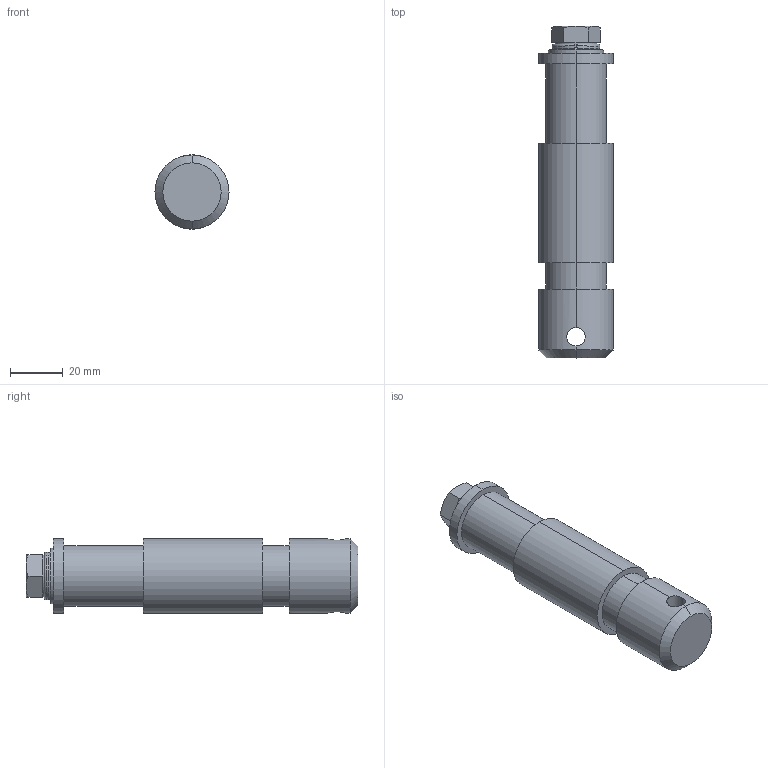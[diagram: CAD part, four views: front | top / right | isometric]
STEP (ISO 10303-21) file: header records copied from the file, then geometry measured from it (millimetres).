
FILE_DESCRIPTION (( 'STEP AP203' ), '1' );
FILE_NAME ('T74300.STEP', '2018-09-05T13:47:09', ( '' ), ( '' ), 'SwSTEP 2.0', 'SolidWorks 2016', '' );
FILE_SCHEMA (( 'CONFIG_CONTROL_DESIGN' ));
Length unit declared in the file: millimetre
Products named in the file (5): TH1244; B Washer_Bright washer BS 4320 - M10 (Form B); Hex Bolt_ISO 4016 - M10 x 45 x 45-WS; T74300; Single Coil Rectangular Section Spring Washer_Doughty Fastners_Rectangular section spring washer BS 4464 - 10 (Type B)
Assembly tree (4 placements, depth 2):
  T74300
    TH1244
    Hex Bolt_ISO 4016 - M10 x 45 x 45-WS
    B Washer_Bright washer BS 4320 - M10 (Form B)
    Single Coil Rectangular Section Spring Washer_Doughty Fastners_Rectangular section spring washer BS 4464 - 10 (Type B)
Bounding box: 28 x 125.3 x 28 mm (x, y, z)
Volume: 64037.7 mm3; surface area: 17056.7 mm2
Topology: 4 solids, 4 shells, 241 faces, 612 edges, 381 vertices
Faces by surface type: cone 128, cylinder 82, plane 27, torus 4
Entity records: 8071 total; most frequent: CARTESIAN_POINT 1495, DIRECTION 1430, ORIENTED_EDGE 1220, EDGE_CURVE 610, AXIS2_PLACEMENT_3D 600, VERTEX_POINT 381, CIRCLE 352, EDGE_LOOP 249
